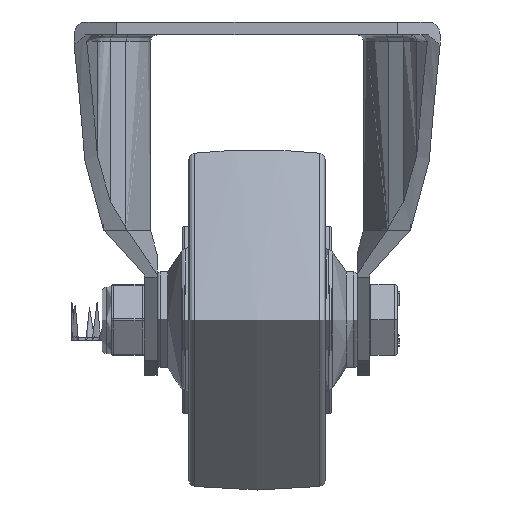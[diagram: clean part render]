
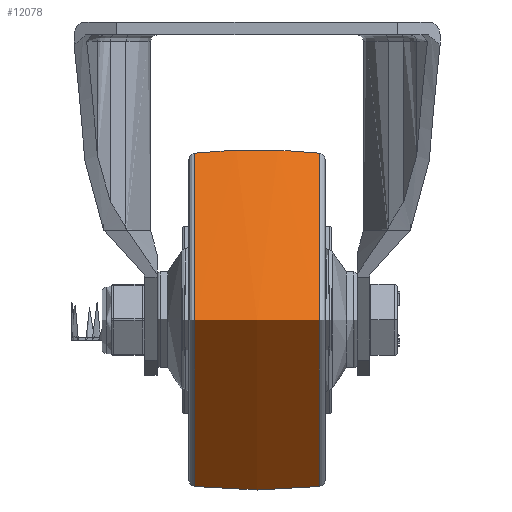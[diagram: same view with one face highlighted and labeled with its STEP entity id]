
A CAD part, left-side view. The second image highlights one B-rep face of the part: STEP entity #12078.
In plain terms, the highlighted free-form (B-spline) face has degree [2, 2] with [3, 9] control points.
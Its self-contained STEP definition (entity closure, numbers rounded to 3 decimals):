
#50=(
BOUNDED_SURFACE()
B_SPLINE_SURFACE(2,2,((#18782,#18783,#18784,#18785,#18786,#18787,#18788,
#18789,#18790),(#18791,#18792,#18793,#18794,#18795,#18796,#18797,#18798,
#18799),(#18800,#18801,#18802,#18803,#18804,#18805,#18806,#18807,#18808)),
 .UNSPECIFIED.,.F.,.T.,.F.)
B_SPLINE_SURFACE_WITH_KNOTS((3,3),(3,2,2,2,3),(-0.114,0.114),
(-3.142,-1.571,0.,1.571,3.142),
 .UNSPECIFIED.)
GEOMETRIC_REPRESENTATION_ITEM()
RATIONAL_B_SPLINE_SURFACE(((1.,0.707,1.,0.707,1.,
0.707,1.,0.707,1.),(0.993,0.702,
0.993,0.702,0.993,0.702,
0.993,0.702,0.993),(1.,0.707,
1.,0.707,1.,0.707,1.,0.707,1.)))
REPRESENTATION_ITEM('')
SURFACE()
);
#381=CIRCLE('',#13063,39.16);
#382=CIRCLE('',#13064,128.5);
#383=CIRCLE('',#13065,39.16);
#1481=FACE_OUTER_BOUND('',#2237,.T.);
#2237=EDGE_LOOP('',(#8958,#8959,#8960,#8961));
#5379=VERTEX_POINT('',#18779);
#5380=VERTEX_POINT('',#18809);
#6722=EDGE_CURVE('',#5379,#5379,#381,.T.);
#6723=EDGE_CURVE('',#5379,#5380,#382,.T.);
#6724=EDGE_CURVE('',#5380,#5380,#383,.T.);
#8958=ORIENTED_EDGE('',*,*,#6722,.F.);
#8959=ORIENTED_EDGE('',*,*,#6723,.T.);
#8960=ORIENTED_EDGE('',*,*,#6724,.T.);
#8961=ORIENTED_EDGE('',*,*,#6723,.F.);
#12078=ADVANCED_FACE('',(#1481),#50,.F.);
#13063=AXIS2_PLACEMENT_3D('',#18781,#14627,#14628);
#13064=AXIS2_PLACEMENT_3D('',#18810,#14629,#14630);
#13065=AXIS2_PLACEMENT_3D('',#18811,#14631,#14632);
#14627=DIRECTION('center_axis',(0.,1.,0.));
#14628=DIRECTION('ref_axis',(-1.,0.,0.));
#14629=DIRECTION('center_axis',(1.,0.,0.));
#14630=DIRECTION('ref_axis',(0.,0.,
1.));
#14631=DIRECTION('center_axis',(0.,1.,0.));
#14632=DIRECTION('ref_axis',(-1.,0.,0.));
#18779=CARTESIAN_POINT('',(0.,14.671,39.16));
#18781=CARTESIAN_POINT('Origin',(0.,14.671,
0.));
#18782=CARTESIAN_POINT('Ctrl Pts',(0.,-14.671,
39.16));
#18783=CARTESIAN_POINT('Ctrl Pts',(39.16,-14.671,39.16));
#18784=CARTESIAN_POINT('Ctrl Pts',(39.16,-14.671,0.));
#18785=CARTESIAN_POINT('Ctrl Pts',(39.16,-14.671,-39.16));
#18786=CARTESIAN_POINT('Ctrl Pts',(0.,-14.671,
-39.16));
#18787=CARTESIAN_POINT('Ctrl Pts',(-39.16,-14.671,
-39.16));
#18788=CARTESIAN_POINT('Ctrl Pts',(-39.16,-14.671,
0.));
#18789=CARTESIAN_POINT('Ctrl Pts',(-39.16,-14.671,
39.16));
#18790=CARTESIAN_POINT('Ctrl Pts',(0.,-14.671,
39.16));
#18791=CARTESIAN_POINT('Ctrl Pts',(0.,0.,
40.846));
#18792=CARTESIAN_POINT('Ctrl Pts',(40.846,0.,
40.846));
#18793=CARTESIAN_POINT('Ctrl Pts',(40.846,0.,
0.));
#18794=CARTESIAN_POINT('Ctrl Pts',(40.846,0.,
-40.846));
#18795=CARTESIAN_POINT('Ctrl Pts',(0.,0.,
-40.846));
#18796=CARTESIAN_POINT('Ctrl Pts',(-40.846,0.,
-40.846));
#18797=CARTESIAN_POINT('Ctrl Pts',(-40.846,0.,
0.));
#18798=CARTESIAN_POINT('Ctrl Pts',(-40.846,0.,
40.846));
#18799=CARTESIAN_POINT('Ctrl Pts',(0.,0.,
40.846));
#18800=CARTESIAN_POINT('Ctrl Pts',(0.,14.671,
39.16));
#18801=CARTESIAN_POINT('Ctrl Pts',(39.16,14.671,39.16));
#18802=CARTESIAN_POINT('Ctrl Pts',(39.16,14.671,0.));
#18803=CARTESIAN_POINT('Ctrl Pts',(39.16,14.671,-39.16));
#18804=CARTESIAN_POINT('Ctrl Pts',(0.,14.671,
-39.16));
#18805=CARTESIAN_POINT('Ctrl Pts',(-39.16,14.671,-39.16));
#18806=CARTESIAN_POINT('Ctrl Pts',(-39.16,14.671,0.));
#18807=CARTESIAN_POINT('Ctrl Pts',(-39.16,14.671,39.16));
#18808=CARTESIAN_POINT('Ctrl Pts',(0.,14.671,
39.16));
#18809=CARTESIAN_POINT('',(0.,-14.671,39.16));
#18810=CARTESIAN_POINT('Origin',(0.,0.,
-88.5));
#18811=CARTESIAN_POINT('Origin',(0.,-14.671,
0.));
